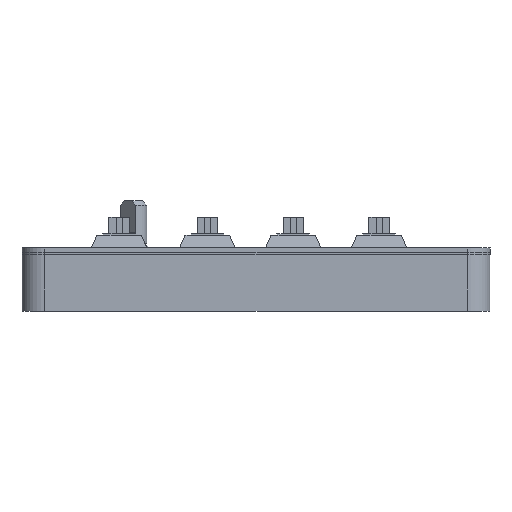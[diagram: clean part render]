
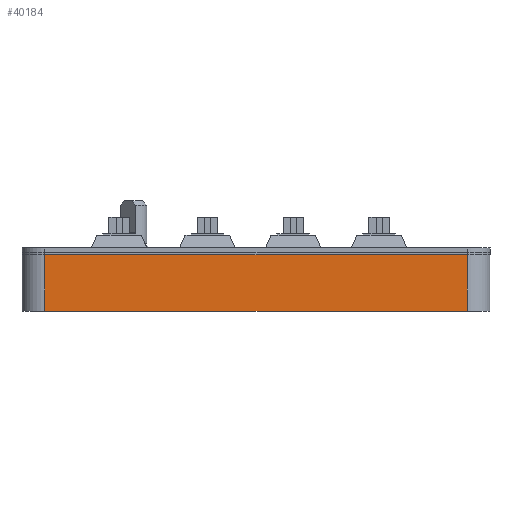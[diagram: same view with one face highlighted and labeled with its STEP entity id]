
A CAD part, left-side view. The second image highlights one B-rep face of the part: STEP entity #40184.
In plain terms, the highlighted planar face has unit normal (-1, 0, 0).
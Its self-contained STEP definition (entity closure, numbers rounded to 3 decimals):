
#5119=LINE('',#68930,#9245);
#5121=LINE('',#68936,#9247);
#5122=LINE('',#68938,#9248);
#5123=LINE('',#68939,#9249);
#9245=VECTOR('',#53486,10.);
#9247=VECTOR('',#53492,10.);
#9248=VECTOR('',#53493,10.);
#9249=VECTOR('',#53494,10.);
#12448=FACE_OUTER_BOUND('',#14692,.T.);
#14692=EDGE_LOOP('',(#34260,#34261,#34262,#34263));
#19430=VERTEX_POINT('',#68927);
#19431=VERTEX_POINT('',#68929);
#19433=VERTEX_POINT('',#68935);
#19434=VERTEX_POINT('',#68937);
#24531=EDGE_CURVE('',#19430,#19431,#5119,.T.);
#24534=EDGE_CURVE('',#19433,#19430,#5121,.T.);
#24535=EDGE_CURVE('',#19434,#19433,#5122,.T.);
#24536=EDGE_CURVE('',#19431,#19434,#5123,.T.);
#34260=ORIENTED_EDGE('',*,*,#24531,.F.);
#34261=ORIENTED_EDGE('',*,*,#24534,.F.);
#34262=ORIENTED_EDGE('',*,*,#24535,.F.);
#34263=ORIENTED_EDGE('',*,*,#24536,.F.);
#38239=PLANE('',#44414);
#40184=ADVANCED_FACE('',(#12448),#38239,.T.);
#44414=AXIS2_PLACEMENT_3D('',#68934,#53490,#53491);
#53486=DIRECTION('',(0.,0.,-1.));
#53490=DIRECTION('center_axis',(-1.,0.,0.));
#53491=DIRECTION('ref_axis',(0.,-1.,0.));
#53492=DIRECTION('',(0.,-1.,0.));
#53493=DIRECTION('',(0.,0.,1.));
#53494=DIRECTION('',(0.,1.,0.));
#68927=CARTESIAN_POINT('',(-130.345,-50.5,13.));
#68929=CARTESIAN_POINT('',(-130.345,-50.5,0.));
#68930=CARTESIAN_POINT('',(-130.345,-50.5,0.));
#68934=CARTESIAN_POINT('Origin',(-130.345,48.,0.));
#68935=CARTESIAN_POINT('',(-130.345,43.,13.));
#68936=CARTESIAN_POINT('',(-130.345,-55.5,13.));
#68937=CARTESIAN_POINT('',(-130.345,43.,0.));
#68938=CARTESIAN_POINT('',(-130.345,43.,0.));
#68939=CARTESIAN_POINT('',(-130.345,-55.5,0.));
